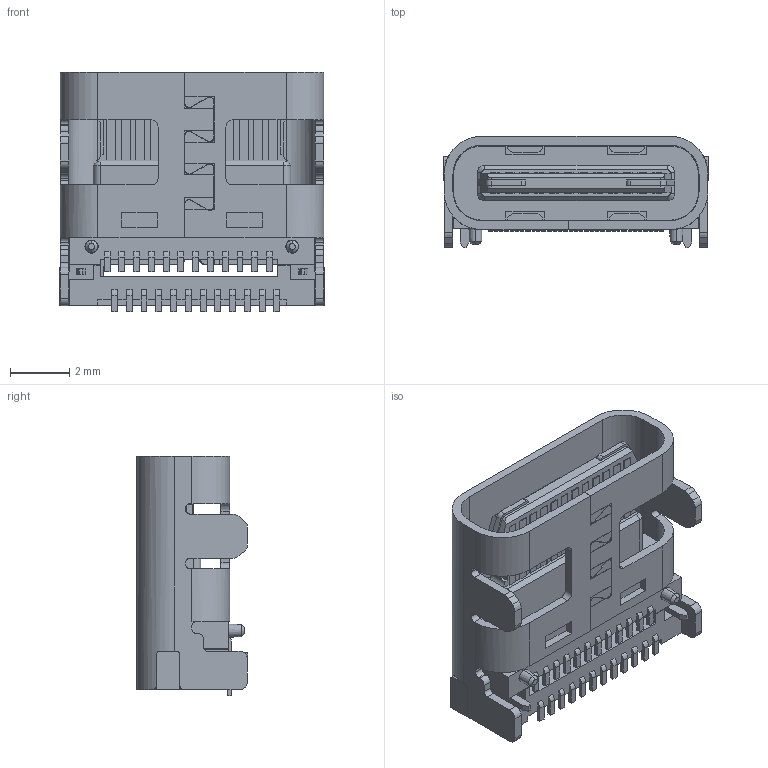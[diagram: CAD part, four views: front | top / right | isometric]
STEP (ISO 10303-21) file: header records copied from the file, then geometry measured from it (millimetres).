
FILE_DESCRIPTION((''),'2;1');
FILE_NAME('U262-241N-4BV64','2024-05-30T09:28:11',('Administrator'),(''),'CREO PARAMETRIC BY PTC INC, 2018050','CREO PARAMETRIC BY PTC INC, 2018050','');
FILE_SCHEMA(('AUTOMOTIVE_DESIGN { 1 0 10303 214 1 1 1 1 }'));
Length unit declared in the file: millimetre
Products named in the file (1): U262-241N-4BV64
Bounding box: 8.95 x 3.76 x 8.1 mm (x, y, z)
Surface area: 535.4 mm2 (no closed solid volume)
Topology: 0 solids, 1 shells, 649 faces, 1959 edges, 1294 vertices
Faces by surface type: plane 489, cylinder 148, cone 12
Entity records: 22160 total; most frequent: CARTESIAN_POINT 4224, ORIENTED_EDGE 3870, DIRECTION 3574, EDGE_CURVE 1959, VECTOR 1579, LINE 1579, VERTEX_POINT 1294, AXIS2_PLACEMENT_3D 996
